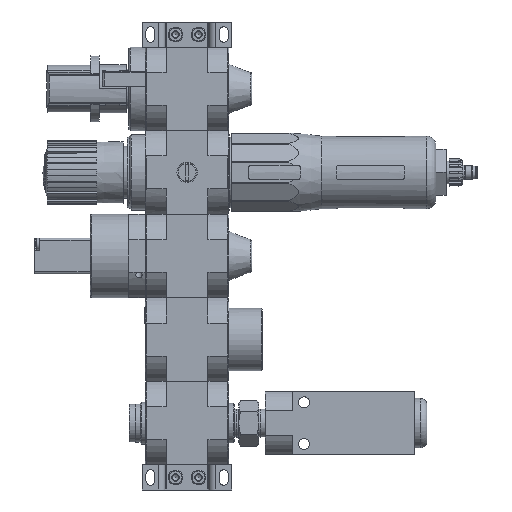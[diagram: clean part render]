
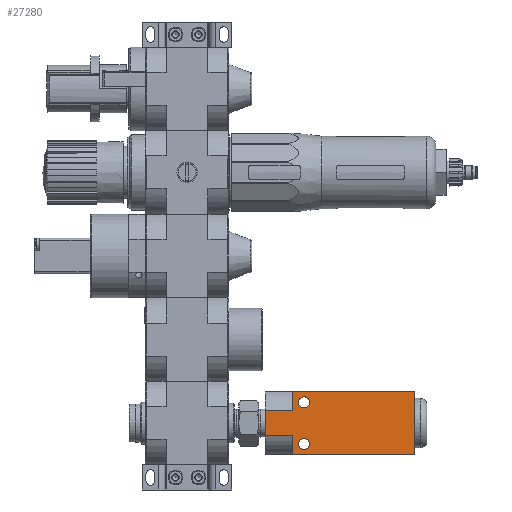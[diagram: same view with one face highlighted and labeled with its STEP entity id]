
A CAD part, left-side view. The second image highlights one B-rep face of the part: STEP entity #27280.
In plain terms, the highlighted planar face has unit normal (-1, 0, 0).
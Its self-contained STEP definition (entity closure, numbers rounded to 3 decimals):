
#2625=CIRCLE('',#39099,2.65);
#2626=CIRCLE('',#39100,2.65);
#9346=ORIENTED_EDGE('',*,*,#13675,.T.);
#9347=ORIENTED_EDGE('',*,*,#13676,.T.);
#9348=ORIENTED_EDGE('',*,*,#13677,.T.);
#9349=ORIENTED_EDGE('',*,*,#13678,.T.);
#9350=ORIENTED_EDGE('',*,*,#13679,.F.);
#9351=ORIENTED_EDGE('',*,*,#13416,.F.);
#9352=ORIENTED_EDGE('',*,*,#13680,.T.);
#9353=ORIENTED_EDGE('',*,*,#13681,.T.);
#9354=ORIENTED_EDGE('',*,*,#13682,.F.);
#9355=ORIENTED_EDGE('',*,*,#13673,.T.);
#13416=EDGE_CURVE('',#16221,#16215,#18158,.T.);
#13673=EDGE_CURVE('',#16432,#16431,#18384,.T.);
#13675=EDGE_CURVE('',#16433,#16433,#2625,.T.);
#13676=EDGE_CURVE('',#16434,#16434,#2626,.T.);
#13677=EDGE_CURVE('',#16431,#16435,#18386,.T.);
#13678=EDGE_CURVE('',#16435,#16436,#18387,.T.);
#13679=EDGE_CURVE('',#16215,#16436,#18388,.T.);
#13680=EDGE_CURVE('',#16221,#16437,#18389,.T.);
#13681=EDGE_CURVE('',#16437,#16438,#18390,.T.);
#13682=EDGE_CURVE('',#16432,#16438,#18391,.T.);
#16215=VERTEX_POINT('',#55638);
#16221=VERTEX_POINT('',#55650);
#16431=VERTEX_POINT('',#56184);
#16432=VERTEX_POINT('',#56186);
#16433=VERTEX_POINT('',#56190);
#16434=VERTEX_POINT('',#56192);
#16435=VERTEX_POINT('',#56194);
#16436=VERTEX_POINT('',#56196);
#16437=VERTEX_POINT('',#56199);
#16438=VERTEX_POINT('',#56201);
#18158=LINE('',#55651,#20135);
#18384=LINE('',#56185,#20361);
#18386=LINE('',#56193,#20363);
#18387=LINE('',#56195,#20364);
#18388=LINE('',#56197,#20365);
#18389=LINE('',#56198,#20366);
#18390=LINE('',#56200,#20367);
#18391=LINE('',#56202,#20368);
#20135=VECTOR('',#46383,1000.);
#20361=VECTOR('',#46773,1000.);
#20363=VECTOR('',#46781,1000.);
#20364=VECTOR('',#46782,1000.);
#20365=VECTOR('',#46783,1000.);
#20366=VECTOR('',#46784,1000.);
#20367=VECTOR('',#46785,1000.);
#20368=VECTOR('',#46786,1000.);
#22504=EDGE_LOOP('',(#9346));
#22505=EDGE_LOOP('',(#9347));
#22506=EDGE_LOOP('',(#9348,#9349,#9350,#9351,#9352,#9353,#9354,#9355));
#24678=FACE_BOUND('',#22504,.T.);
#24679=FACE_BOUND('',#22505,.T.);
#24680=FACE_BOUND('',#22506,.T.);
#25704=PLANE('',#39098);
#27280=ADVANCED_FACE('',(#24678,#24679,#24680),#25704,.F.);
#39098=AXIS2_PLACEMENT_3D('',#56188,#46775,#46776);
#39099=AXIS2_PLACEMENT_3D('',#56189,#46777,#46778);
#39100=AXIS2_PLACEMENT_3D('',#56191,#46779,#46780);
#46383=DIRECTION('',(0.,0.,-1.));
#46773=DIRECTION('',(0.,0.,-1.));
#46775=DIRECTION('',(1.,0.,0.));
#46776=DIRECTION('',(0.,0.,-1.));
#46777=DIRECTION('',(1.,0.,0.));
#46778=DIRECTION('',(0.,0.,-1.));
#46779=DIRECTION('',(1.,0.,0.));
#46780=DIRECTION('',(0.,0.,-1.));
#46781=DIRECTION('',(0.,-1.,0.));
#46782=DIRECTION('',(0.,0.,1.));
#46783=DIRECTION('',(0.,1.,0.));
#46784=DIRECTION('',(0.,1.,0.));
#46785=DIRECTION('',(0.,0.,1.));
#46786=DIRECTION('',(0.,-1.,0.));
#55638=CARTESIAN_POINT('',(0.,0.,-6.));
#55650=CARTESIAN_POINT('',(0.,0.,6.));
#55651=CARTESIAN_POINT('',(0.,0.,15.));
#56184=CARTESIAN_POINT('',(0.,71.2,-15.));
#56185=CARTESIAN_POINT('',(0.,71.2,15.));
#56186=CARTESIAN_POINT('',(0.,71.2,15.));
#56188=CARTESIAN_POINT('',(0.,71.2,15.));
#56189=CARTESIAN_POINT('',(0.,18.5,-10.));
#56190=CARTESIAN_POINT('',(0.,18.5,-12.65));
#56191=CARTESIAN_POINT('',(0.,18.5,10.));
#56192=CARTESIAN_POINT('',(0.,18.5,7.35));
#56193=CARTESIAN_POINT('',(0.,71.2,-15.));
#56194=CARTESIAN_POINT('',(0.,13.1,-15.));
#56195=CARTESIAN_POINT('',(0.,13.1,15.));
#56196=CARTESIAN_POINT('',(0.,13.1,-6.));
#56197=CARTESIAN_POINT('',(0.,-1.9,-6.));
#56198=CARTESIAN_POINT('',(0.,-1.9,6.));
#56199=CARTESIAN_POINT('',(0.,13.1,6.));
#56200=CARTESIAN_POINT('',(0.,13.1,15.));
#56201=CARTESIAN_POINT('',(0.,13.1,15.));
#56202=CARTESIAN_POINT('',(0.,71.2,15.));
